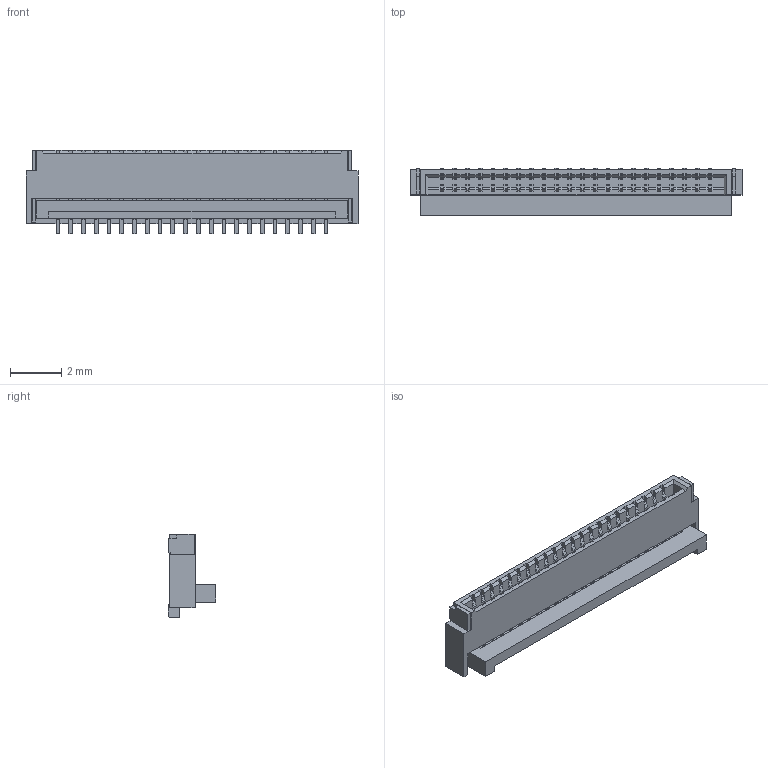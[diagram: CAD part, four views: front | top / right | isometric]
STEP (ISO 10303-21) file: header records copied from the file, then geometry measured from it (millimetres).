
FILE_DESCRIPTION((''),'2;1');
FILE_NAME('FC05035-22SBD133W5M','2026-02-26T',('工程三'),(''),'PRO/ENGINEER BY PARAMETRIC TECHNOLOGY CORPORATION, 2010280','PRO/ENGINEER BY PARAMETRIC TECHNOLOGY CORPORATION, 2010280','');
FILE_SCHEMA(('CONFIG_CONTROL_DESIGN'));
Length unit declared in the file: millimetre
Products named in the file (1): FC05035-22SBD133W5M
Bounding box: 13 x 1.86 x 3.25 mm (x, y, z)
Volume: 31.4 mm3; surface area: 255 mm2
Topology: 1 solids, 1 shells, 1638 faces, 4975 edges, 3185 vertices
Faces by surface type: plane 1634, cylinder 4
Entity records: 54508 total; most frequent: ORIENTED_EDGE 9950, CARTESIAN_POINT 9798, DIRECTION 8270, EDGE_CURVE 4975, VECTOR 4956, LINE 4956, VERTEX_POINT 3185, EDGE_LOOP 1710
